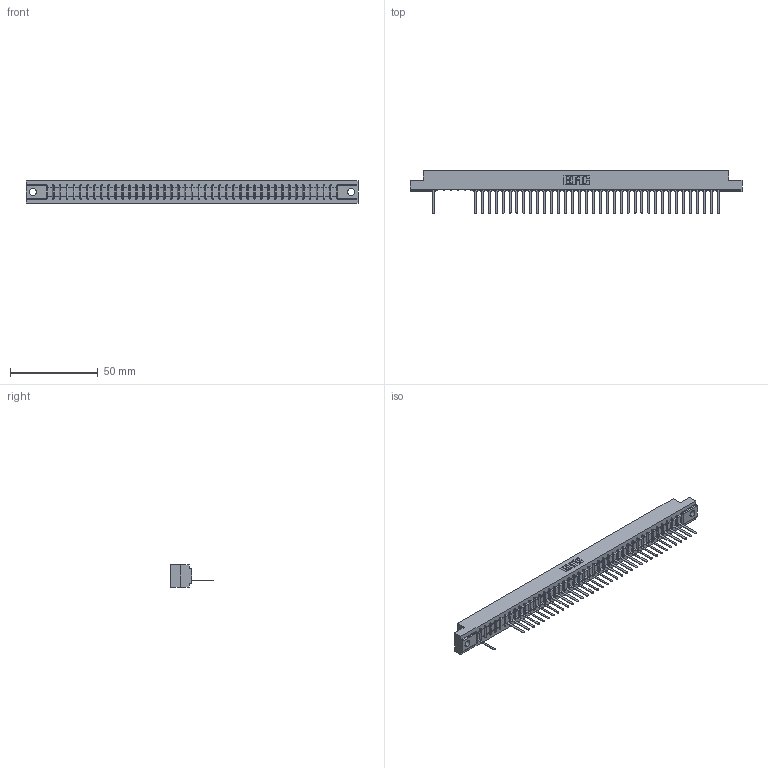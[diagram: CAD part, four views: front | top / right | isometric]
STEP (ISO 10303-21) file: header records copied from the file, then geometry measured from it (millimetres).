
FILE_DESCRIPTION (( 'STEP AP203' ), '1' );
FILE_NAME ('357-042-541-104.STEP', '2018-08-11T08:20:12', ( '' ), ( '' ), 'SwSTEP 2.0', 'SolidWorks 2016', '' );
FILE_SCHEMA (( 'CONFIG_CONTROL_DESIGN' ));
Length unit declared in the file: inch
Products named in the file (3): 307 Part_.156 Dia Mounting Holes; 307-290-002_541; 357-042-541-104
Assembly tree (38 placements, depth 2):
  357-042-541-104
    307 Part_.156 Dia Mounting Holes
    307-290-002_541  x37
Bounding box: 189.43 x 24.59 x 12.7 mm (x, y, z)
Volume: 20125.5 mm3; surface area: 24886 mm2
Topology: 38 solids, 38 shells, 3013 faces, 9263 edges, 6058 vertices
Faces by surface type: plane 1809, cylinder 1118, sphere 86
Entity records: 36982 total; most frequent: CARTESIAN_POINT 6265, ORIENTED_EDGE 6258, DIRECTION 6073, EDGE_CURVE 3129, VECTOR 2405, LINE 2405, VERTEX_POINT 2026, AXIS2_PLACEMENT_3D 1834
